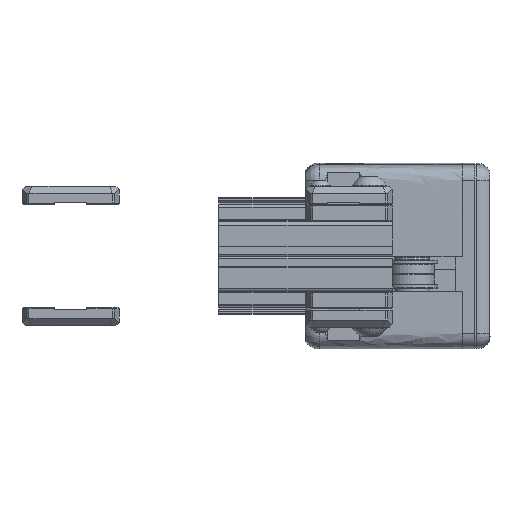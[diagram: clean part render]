
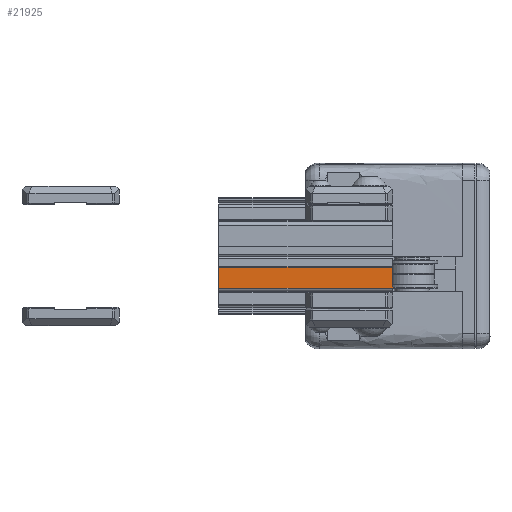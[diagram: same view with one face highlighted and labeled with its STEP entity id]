
A CAD part, left-side view. The second image highlights one B-rep face of the part: STEP entity #21925.
In plain terms, the highlighted planar face has unit normal (-1, 0, 0).
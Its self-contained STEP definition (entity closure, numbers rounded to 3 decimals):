
#2559=FACE_OUTER_BOUND('',#3884,.T.);
#3884=EDGE_LOOP('',(#18456,#18457,#18458,#18459));
#5948=LINE('',#50841,#8112);
#5977=LINE('',#50905,#8141);
#5980=LINE('',#50911,#8144);
#5981=LINE('',#50912,#8145);
#8112=VECTOR('',#28377,6.);
#8141=VECTOR('',#28414,50.);
#8144=VECTOR('',#28419,50.);
#8145=VECTOR('',#28420,6.);
#10096=VERTEX_POINT('',#50838);
#10097=VERTEX_POINT('',#50840);
#10128=VERTEX_POINT('',#50904);
#10130=VERTEX_POINT('',#50910);
#12954=EDGE_CURVE('',#10097,#10096,#5948,.T.);
#12986=EDGE_CURVE('',#10097,#10128,#5977,.T.);
#12989=EDGE_CURVE('',#10096,#10130,#5980,.T.);
#12990=EDGE_CURVE('',#10128,#10130,#5981,.T.);
#18456=ORIENTED_EDGE('',*,*,#12954,.T.);
#18457=ORIENTED_EDGE('',*,*,#12989,.T.);
#18458=ORIENTED_EDGE('',*,*,#12990,.F.);
#18459=ORIENTED_EDGE('',*,*,#12986,.F.);
#20813=PLANE('',#23619);
#21925=ADVANCED_FACE('',(#2559),#20813,.T.);
#23619=AXIS2_PLACEMENT_3D('',#50909,#28417,#28418);
#28377=DIRECTION('',(0.,0.,-1.));
#28414=DIRECTION('',(0.,-1.,0.));
#28417=DIRECTION('center_axis',(-1.,0.,0.));
#28418=DIRECTION('ref_axis',(0.,1.,0.));
#28419=DIRECTION('',(0.,-1.,0.));
#28420=DIRECTION('',(0.,0.,-1.));
#50838=CARTESIAN_POINT('',(-0.877,62.847,79.406));
#50840=CARTESIAN_POINT('',(-0.877,62.847,85.406));
#50841=CARTESIAN_POINT('',(-0.877,62.847,85.406));
#50904=CARTESIAN_POINT('',(-0.877,12.847,85.406));
#50905=CARTESIAN_POINT('',(-0.877,62.847,85.406));
#50909=CARTESIAN_POINT('Origin',(-0.877,262.847,85.406));
#50910=CARTESIAN_POINT('',(-0.877,12.847,79.406));
#50911=CARTESIAN_POINT('',(-0.877,62.847,79.406));
#50912=CARTESIAN_POINT('',(-0.877,12.847,85.406));
